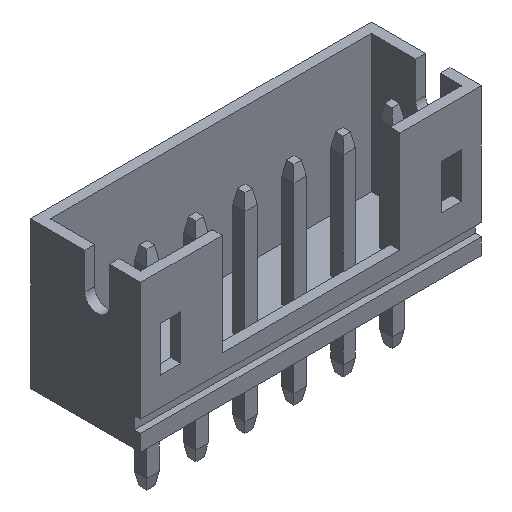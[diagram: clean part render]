
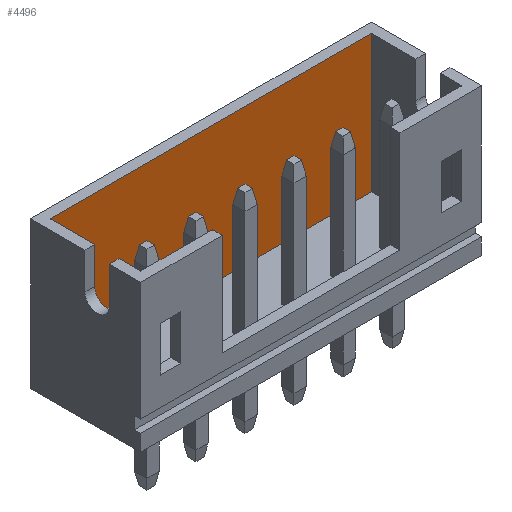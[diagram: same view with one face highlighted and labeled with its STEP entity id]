
A CAD part, isometric view. The second image highlights one B-rep face of the part: STEP entity #4496.
In plain terms, the highlighted planar face has unit normal (0, -1, 0).
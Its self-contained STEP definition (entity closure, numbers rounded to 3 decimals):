
#2243 = PLANE('',#2244);
#2244 = AXIS2_PLACEMENT_3D('',#2245,#2246,#2247);
#2245 = CARTESIAN_POINT('',(-6.55,2.8,6.1));
#2246 = DIRECTION('',(1.,0.,0.));
#2247 = DIRECTION('',(0.,1.,0.));
#2809 = PLANE('',#2810);
#2810 = AXIS2_PLACEMENT_3D('',#2811,#2812,#2813);
#2811 = CARTESIAN_POINT('',(-6.95,-1.7,6.1));
#2812 = DIRECTION('',(0.,0.,1.));
#2813 = DIRECTION('',(0.,-1.,0.));
#3500 = PLANE('',#3501);
#3501 = AXIS2_PLACEMENT_3D('',#3502,#3503,#3504);
#3502 = CARTESIAN_POINT('',(-6.95,-1.7,0.5));
#3503 = DIRECTION('',(0.,0.,1.));
#3504 = DIRECTION('',(0.,-1.,0.));
#4059 = VERTEX_POINT('',#4060);
#4060 = CARTESIAN_POINT('',(-6.55,2.4,0.5));
#4081 = EDGE_CURVE('',#4082,#4059,#4084,.T.);
#4082 = VERTEX_POINT('',#4083);
#4083 = CARTESIAN_POINT('',(-6.55,2.4,6.1));
#4084 = SURFACE_CURVE('',#4085,(#4089,#4096),.PCURVE_S1.);
#4085 = LINE('',#4086,#4087);
#4086 = CARTESIAN_POINT('',(-6.55,2.4,6.1));
#4087 = VECTOR('',#4088,1.);
#4088 = DIRECTION('',(0.,0.,-1.));
#4089 = PCURVE('',#2243,#4090);
#4090 = DEFINITIONAL_REPRESENTATION('',(#4091),#4095);
#4091 = LINE('',#4092,#4093);
#4092 = CARTESIAN_POINT('',(-0.4,0.));
#4093 = VECTOR('',#4094,1.);
#4094 = DIRECTION('',(0.,-1.));
#4095 = ( GEOMETRIC_REPRESENTATION_CONTEXT(2) 
PARAMETRIC_REPRESENTATION_CONTEXT() REPRESENTATION_CONTEXT('2D SPACE',''
  ) );
#4096 = PCURVE('',#4097,#4102);
#4097 = PLANE('',#4098);
#4098 = AXIS2_PLACEMENT_3D('',#4099,#4100,#4101);
#4099 = CARTESIAN_POINT('',(-6.95,2.4,6.1));
#4100 = DIRECTION('',(0.,-1.,0.));
#4101 = DIRECTION('',(1.,0.,0.));
#4102 = DEFINITIONAL_REPRESENTATION('',(#4103),#4107);
#4103 = LINE('',#4104,#4105);
#4104 = CARTESIAN_POINT('',(0.4,0.));
#4105 = VECTOR('',#4106,1.);
#4106 = DIRECTION('',(0.,-1.));
#4107 = ( GEOMETRIC_REPRESENTATION_CONTEXT(2) 
PARAMETRIC_REPRESENTATION_CONTEXT() REPRESENTATION_CONTEXT('2D SPACE',''
  ) );
#4496 = ADVANCED_FACE('',(#4497),#4097,.T.);
#4497 = FACE_BOUND('',#4498,.T.);
#4498 = EDGE_LOOP('',(#4499,#4522,#4550,#4571));
#4499 = ORIENTED_EDGE('',*,*,#4500,.F.);
#4500 = EDGE_CURVE('',#4501,#4059,#4503,.T.);
#4501 = VERTEX_POINT('',#4502);
#4502 = CARTESIAN_POINT('',(6.55,2.4,0.5));
#4503 = SURFACE_CURVE('',#4504,(#4508,#4515),.PCURVE_S1.);
#4504 = LINE('',#4505,#4506);
#4505 = CARTESIAN_POINT('',(-6.95,2.4,0.5));
#4506 = VECTOR('',#4507,1.);
#4507 = DIRECTION('',(-1.,0.,0.));
#4508 = PCURVE('',#4097,#4509);
#4509 = DEFINITIONAL_REPRESENTATION('',(#4510),#4514);
#4510 = LINE('',#4511,#4512);
#4511 = CARTESIAN_POINT('',(0.,-5.6));
#4512 = VECTOR('',#4513,1.);
#4513 = DIRECTION('',(-1.,0.));
#4514 = ( GEOMETRIC_REPRESENTATION_CONTEXT(2) 
PARAMETRIC_REPRESENTATION_CONTEXT() REPRESENTATION_CONTEXT('2D SPACE',''
  ) );
#4515 = PCURVE('',#3500,#4516);
#4516 = DEFINITIONAL_REPRESENTATION('',(#4517),#4521);
#4517 = LINE('',#4518,#4519);
#4518 = CARTESIAN_POINT('',(-4.1,0.));
#4519 = VECTOR('',#4520,1.);
#4520 = DIRECTION('',(0.,-1.));
#4521 = ( GEOMETRIC_REPRESENTATION_CONTEXT(2) 
PARAMETRIC_REPRESENTATION_CONTEXT() REPRESENTATION_CONTEXT('2D SPACE',''
  ) );
#4522 = ORIENTED_EDGE('',*,*,#4523,.F.);
#4523 = EDGE_CURVE('',#4524,#4501,#4526,.T.);
#4524 = VERTEX_POINT('',#4525);
#4525 = CARTESIAN_POINT('',(6.55,2.4,6.1));
#4526 = SURFACE_CURVE('',#4527,(#4531,#4538),.PCURVE_S1.);
#4527 = LINE('',#4528,#4529);
#4528 = CARTESIAN_POINT('',(6.55,2.4,6.1));
#4529 = VECTOR('',#4530,1.);
#4530 = DIRECTION('',(0.,0.,-1.));
#4531 = PCURVE('',#4097,#4532);
#4532 = DEFINITIONAL_REPRESENTATION('',(#4533),#4537);
#4533 = LINE('',#4534,#4535);
#4534 = CARTESIAN_POINT('',(13.5,0.));
#4535 = VECTOR('',#4536,1.);
#4536 = DIRECTION('',(0.,-1.));
#4537 = ( GEOMETRIC_REPRESENTATION_CONTEXT(2) 
PARAMETRIC_REPRESENTATION_CONTEXT() REPRESENTATION_CONTEXT('2D SPACE',''
  ) );
#4538 = PCURVE('',#4539,#4544);
#4539 = PLANE('',#4540);
#4540 = AXIS2_PLACEMENT_3D('',#4541,#4542,#4543);
#4541 = CARTESIAN_POINT('',(6.55,2.8,6.1));
#4542 = DIRECTION('',(-1.,0.,0.));
#4543 = DIRECTION('',(0.,-1.,0.));
#4544 = DEFINITIONAL_REPRESENTATION('',(#4545),#4549);
#4545 = LINE('',#4546,#4547);
#4546 = CARTESIAN_POINT('',(0.4,0.));
#4547 = VECTOR('',#4548,1.);
#4548 = DIRECTION('',(0.,-1.));
#4549 = ( GEOMETRIC_REPRESENTATION_CONTEXT(2) 
PARAMETRIC_REPRESENTATION_CONTEXT() REPRESENTATION_CONTEXT('2D SPACE',''
  ) );
#4550 = ORIENTED_EDGE('',*,*,#4551,.T.);
#4551 = EDGE_CURVE('',#4524,#4082,#4552,.T.);
#4552 = SURFACE_CURVE('',#4553,(#4557,#4564),.PCURVE_S1.);
#4553 = LINE('',#4554,#4555);
#4554 = CARTESIAN_POINT('',(-6.95,2.4,6.1));
#4555 = VECTOR('',#4556,1.);
#4556 = DIRECTION('',(-1.,0.,0.));
#4557 = PCURVE('',#4097,#4558);
#4558 = DEFINITIONAL_REPRESENTATION('',(#4559),#4563);
#4559 = LINE('',#4560,#4561);
#4560 = CARTESIAN_POINT('',(0.,0.));
#4561 = VECTOR('',#4562,1.);
#4562 = DIRECTION('',(-1.,0.));
#4563 = ( GEOMETRIC_REPRESENTATION_CONTEXT(2) 
PARAMETRIC_REPRESENTATION_CONTEXT() REPRESENTATION_CONTEXT('2D SPACE',''
  ) );
#4564 = PCURVE('',#2809,#4565);
#4565 = DEFINITIONAL_REPRESENTATION('',(#4566),#4570);
#4566 = LINE('',#4567,#4568);
#4567 = CARTESIAN_POINT('',(-4.1,0.));
#4568 = VECTOR('',#4569,1.);
#4569 = DIRECTION('',(0.,-1.));
#4570 = ( GEOMETRIC_REPRESENTATION_CONTEXT(2) 
PARAMETRIC_REPRESENTATION_CONTEXT() REPRESENTATION_CONTEXT('2D SPACE',''
  ) );
#4571 = ORIENTED_EDGE('',*,*,#4081,.T.);
